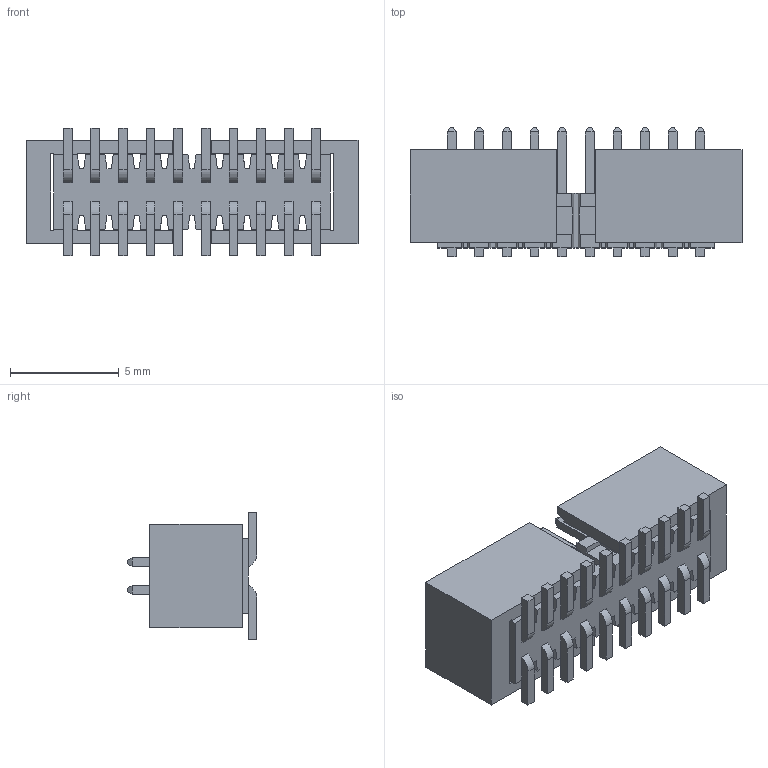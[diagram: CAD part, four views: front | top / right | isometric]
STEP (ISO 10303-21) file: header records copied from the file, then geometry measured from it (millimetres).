
FILE_DESCRIPTION (( 'STEP AP214' ), '1' );
FILE_NAME ('Samtec-$PARTNUMBER.STEP', '2015-04-01T14:32:04', ( 'Windows User' ), ( '' ), 'SwSTEP 2.0', 'SolidWorks 2015', '' );
FILE_SCHEMA (( 'AUTOMOTIVE_DESIGN' ));
Length unit declared in the file: inch
Products named in the file (1): Samtec-$PARTNUMBER
Bounding box: 15.27 x 5.97 x 5.84 mm (x, y, z)
Volume: 212.9 mm3; surface area: 702.5 mm2
Topology: 1 solids, 1 shells, 498 faces, 1312 edges, 832 vertices
Faces by surface type: plane 478, cylinder 20
Entity records: 19094 total; most frequent: CARTESIAN_POINT 2643, ORIENTED_EDGE 2624, DIRECTION 2350, EDGE_CURVE 1312, LINE 1272, VECTOR 1272, VERTEX_POINT 832, AXIS2_PLACEMENT_3D 539
